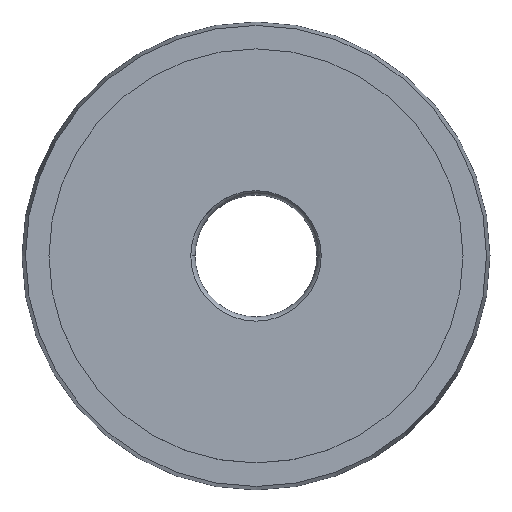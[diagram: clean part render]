
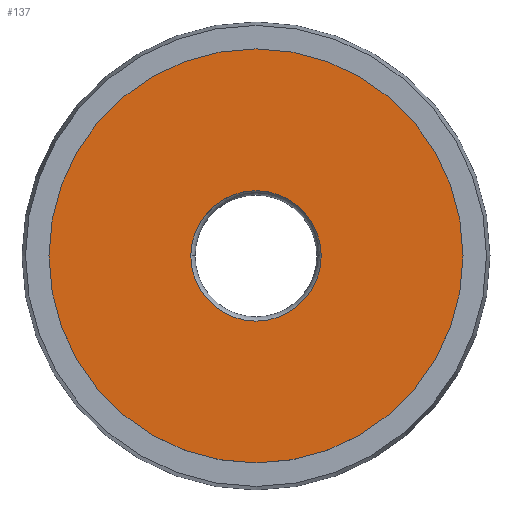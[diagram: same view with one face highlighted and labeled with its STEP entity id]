
A CAD part, top view. The second image highlights one B-rep face of the part: STEP entity #137.
In plain terms, the highlighted planar face has unit normal (0, 0, 1).
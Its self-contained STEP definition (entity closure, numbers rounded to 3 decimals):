
#15 = DIRECTION ( 'NONE',  ( 1., 0., 0. ) ) ;
#17 = FACE_BOUND ( 'NONE', #140, .T. ) ;
#35 = CARTESIAN_POINT ( 'NONE',  ( -3.75, 0., 0. ) ) ;
#57 = VERTEX_POINT ( 'NONE', #600 ) ;
#67 = DIRECTION ( 'NONE',  ( 0., 0., -1. ) ) ;
#71 = DIRECTION ( 'NONE',  ( 0., 0., 1. ) ) ;
#84 = AXIS2_PLACEMENT_3D ( 'NONE', #262, #609, #314 ) ;
#137 = ADVANCED_FACE ( 'NONE', ( #17, #290 ), #359, .F. ) ;
#140 = EDGE_LOOP ( 'NONE', ( #587, #244 ) ) ;
#143 = EDGE_CURVE ( 'NONE', #529, #368, #157, .T. ) ;
#156 = CARTESIAN_POINT ( 'NONE',  ( 0., 0., 0. ) ) ;
#157 = CIRCLE ( 'NONE', #496, 11.9 ) ;
#166 = ORIENTED_EDGE ( 'NONE', *, *, #143, .T. ) ;
#173 = CARTESIAN_POINT ( 'NONE',  ( 0., 0., 0. ) ) ;
#176 = EDGE_CURVE ( 'NONE', #57, #354, #488, .T. ) ;
#185 = CARTESIAN_POINT ( 'NONE',  ( 0., 0., 0. ) ) ;
#222 = DIRECTION ( 'NONE',  ( 1., 0., 0. ) ) ;
#237 = EDGE_CURVE ( 'NONE', #354, #57, #556, .T. ) ;
#244 = ORIENTED_EDGE ( 'NONE', *, *, #237, .F. ) ;
#262 = CARTESIAN_POINT ( 'NONE',  ( 0., 0., 0. ) ) ;
#290 = FACE_OUTER_BOUND ( 'NONE', #339, .T. ) ;
#305 = CIRCLE ( 'NONE', #330, 11.9 ) ;
#314 = DIRECTION ( 'NONE',  ( 1., 0., 0. ) ) ;
#330 = AXIS2_PLACEMENT_3D ( 'NONE', #185, #430, #614 ) ;
#339 = EDGE_LOOP ( 'NONE', ( #166, #406 ) ) ;
#354 = VERTEX_POINT ( 'NONE', #35 ) ;
#359 = PLANE ( 'NONE',  #460 ) ;
#361 = DIRECTION ( 'NONE',  ( -1., 0., 0. ) ) ;
#366 = DIRECTION ( 'NONE',  ( 0., 0., 1. ) ) ;
#367 = CARTESIAN_POINT ( 'NONE',  ( 0., 0., 0. ) ) ;
#368 = VERTEX_POINT ( 'NONE', #527 ) ;
#372 = EDGE_CURVE ( 'NONE', #368, #529, #305, .T. ) ;
#406 = ORIENTED_EDGE ( 'NONE', *, *, #372, .T. ) ;
#430 = DIRECTION ( 'NONE',  ( 0., 0., 1. ) ) ;
#460 = AXIS2_PLACEMENT_3D ( 'NONE', #156, #67, #361 ) ;
#486 = CARTESIAN_POINT ( 'NONE',  ( 11.9, 0., 0. ) ) ;
#488 = CIRCLE ( 'NONE', #596, 3.75 ) ;
#496 = AXIS2_PLACEMENT_3D ( 'NONE', #173, #366, #15 ) ;
#527 = CARTESIAN_POINT ( 'NONE',  ( -11.9, 0., 0. ) ) ;
#529 = VERTEX_POINT ( 'NONE', #486 ) ;
#556 = CIRCLE ( 'NONE', #84, 3.75 ) ;
#587 = ORIENTED_EDGE ( 'NONE', *, *, #176, .F. ) ;
#596 = AXIS2_PLACEMENT_3D ( 'NONE', #367, #71, #222 ) ;
#600 = CARTESIAN_POINT ( 'NONE',  ( 3.75, 0., 0. ) ) ;
#609 = DIRECTION ( 'NONE',  ( 0., 0., 1. ) ) ;
#614 = DIRECTION ( 'NONE',  ( 1., 0., 0. ) ) ;
